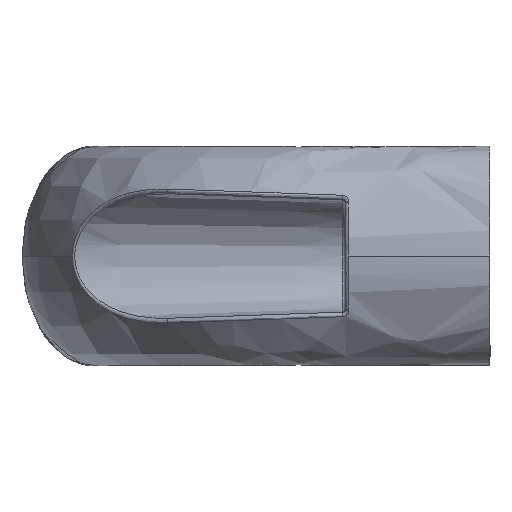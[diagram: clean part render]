
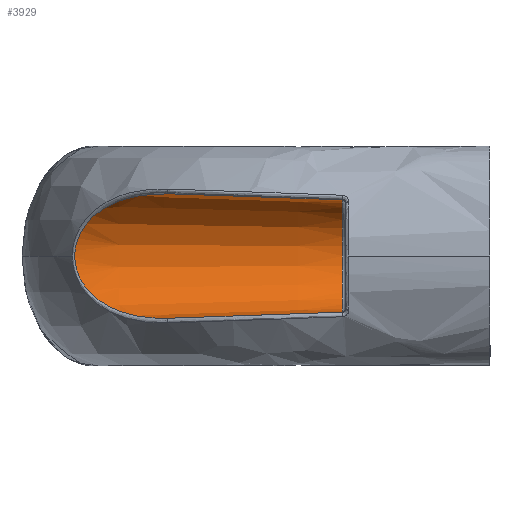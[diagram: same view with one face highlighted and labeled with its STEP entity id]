
A CAD part, left-side view. The second image highlights one B-rep face of the part: STEP entity #3929.
In plain terms, the highlighted conical face has half-angle 2 degrees and reference radius 6.604 mm.
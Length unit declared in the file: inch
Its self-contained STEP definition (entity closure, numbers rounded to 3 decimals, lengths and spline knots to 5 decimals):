
#242 = CARTESIAN_POINT ( 'NONE',  ( -1.98307, 0.83786, 0.03393 ) ) ;
#267 = CARTESIAN_POINT ( 'NONE',  ( -2.25622, 0.45164, -0.29026 ) ) ;
#294 = B_SPLINE_CURVE_WITH_KNOTS ( 'NONE', 3,
 ( #3911, #3589, #2987, #832, #1139, #1150, #1465, #3624, #1769, #3934, #478, #2961, #3385, #2137, #3353, #3976, #2428, #869, #3076, #3036, #1505, #2404, #1793, #242, #564, #3664, #3952, #3650, #3635, #1214, #1175, #2416, #1783, #2092, #3328, #2732, #553, #577, #2125, #2718, #1806, #3341, #1491, #1833, #267, #3964 ),
 .UNSPECIFIED., .F., .F.,
 ( 4, 2, 2, 2, 2, 2, 2, 2, 2, 2, 2, 2, 2, 2, 2, 2, 2, 2, 2, 2, 2, 2, 4 ),
 ( 0., 0.0042, 0.0063, 0.00734, 0.00839, 0.01049, 0.01154, 0.01259, 0.01364, 0.01469, 0.01521, 0.01574, 0.01626, 0.01679, 0.01784, 0.01889, 0.01993, 0.02098, 0.02308, 0.02518, 0.02728, 0.02938, 0.03357 ),
 .UNSPECIFIED. ) ;
#298 = CARTESIAN_POINT ( 'NONE',  ( -2.285, -0.40052, -0.26051 ) ) ;
#416 = VECTOR ( 'NONE', #2709, 39.37008 ) ;
#448 = EDGE_CURVE ( 'NONE', #1778, #2119, #294, .T. ) ;
#478 = CARTESIAN_POINT ( 'NONE',  ( -2.07524, 0.71621, 0.21476 ) ) ;
#490 = CARTESIAN_POINT ( 'NONE',  ( -2.285, -0.415, 0. ) ) ;
#553 = CARTESIAN_POINT ( 'NONE',  ( -2.04741, 0.75374, -0.18562 ) ) ;
#564 = CARTESIAN_POINT ( 'NONE',  ( -1.98235, 0.8388, 0.02708 ) ) ;
#577 = CARTESIAN_POINT ( 'NONE',  ( -2.07567, 0.71563, -0.21514 ) ) ;
#721 = DIRECTION ( 'NONE',  ( 0., 0., 1. ) ) ;
#832 = CARTESIAN_POINT ( 'NONE',  ( -2.18103, 0.56619, 0.27573 ) ) ;
#849 = FACE_OUTER_BOUND ( 'NONE', #1570, .T. ) ;
#869 = CARTESIAN_POINT ( 'NONE',  ( -2.0005, 0.81536, 0.10488 ) ) ;
#999 = EDGE_CURVE ( 'NONE', #3268, #1355, #1599, .T. ) ;
#1002 = CARTESIAN_POINT ( 'NONE',  ( -2.285, 0.40416, -0.28861 ) ) ;
#1139 = CARTESIAN_POINT ( 'NONE',  ( -2.16577, 0.58862, 0.27041 ) ) ;
#1150 = CARTESIAN_POINT ( 'NONE',  ( -2.14274, 0.62184, 0.25995 ) ) ;
#1175 = CARTESIAN_POINT ( 'NONE',  ( -1.98917, 0.83001, -0.06893 ) ) ;
#1214 = CARTESIAN_POINT ( 'NONE',  ( -1.98621, 0.83382, -0.05556 ) ) ;
#1355 = VERTEX_POINT ( 'NONE', #2982 ) ;
#1405 = DIRECTION ( 'NONE',  ( 0., 1., 0. ) ) ;
#1465 = CARTESIAN_POINT ( 'NONE',  ( -2.13505, 0.63284, 0.25604 ) ) ;
#1491 = CARTESIAN_POINT ( 'NONE',  ( -2.18146, 0.56556, -0.27586 ) ) ;
#1505 = CARTESIAN_POINT ( 'NONE',  ( -1.98901, 0.83021, 0.06736 ) ) ;
#1570 = EDGE_LOOP ( 'NONE', ( #1875, #3183, #3619, #3696 ) ) ;
#1599 = CIRCLE ( 'NONE', #2135, 0.26051 ) ;
#1769 = CARTESIAN_POINT ( 'NONE',  ( -2.11228, 0.66499, 0.24266 ) ) ;
#1778 = VERTEX_POINT ( 'NONE', #3851 ) ;
#1783 = CARTESIAN_POINT ( 'NONE',  ( -2.00092, 0.81482, -0.10595 ) ) ;
#1793 = CARTESIAN_POINT ( 'NONE',  ( -1.98499, 0.83539, 0.04747 ) ) ;
#1806 = CARTESIAN_POINT ( 'NONE',  ( -2.13586, 0.63179, -0.25686 ) ) ;
#1833 = CARTESIAN_POINT ( 'NONE',  ( -2.22658, 0.49788, -0.28765 ) ) ;
#1875 = ORIENTED_EDGE ( 'NONE', *, *, #2887, .F. ) ;
#1941 = CARTESIAN_POINT ( 'NONE',  ( -2.285, -0.415, -0.26 ) ) ;
#2092 = CARTESIAN_POINT ( 'NONE',  ( -2.01091, 0.80181, -0.12857 ) ) ;
#2119 = VERTEX_POINT ( 'NONE', #1002 ) ;
#2125 = CARTESIAN_POINT ( 'NONE',  ( -2.0904, 0.69547, -0.22745 ) ) ;
#2135 = AXIS2_PLACEMENT_3D ( 'NONE', #3488, #2569, #721 ) ;
#2137 = CARTESIAN_POINT ( 'NONE',  ( -2.03407, 0.7714, 0.16736 ) ) ;
#2404 = CARTESIAN_POINT ( 'NONE',  ( -1.98618, 0.83385, 0.05416 ) ) ;
#2416 = CARTESIAN_POINT ( 'NONE',  ( -1.99652, 0.82051, -0.09406 ) ) ;
#2428 = CARTESIAN_POINT ( 'NONE',  ( -2.01044, 0.80243, 0.12762 ) ) ;
#2549 = CONICAL_SURFACE ( 'NONE', #3244, 0.26, 0.035 ) ;
#2569 = DIRECTION ( 'NONE',  ( 0., -1., 0. ) ) ;
#2709 = DIRECTION ( 'NONE',  ( 0., -0.999, -0.035 ) ) ;
#2718 = CARTESIAN_POINT ( 'NONE',  ( -2.12046, 0.65361, -0.24831 ) ) ;
#2732 = CARTESIAN_POINT ( 'NONE',  ( -2.03421, 0.77125, -0.16878 ) ) ;
#2887 = EDGE_CURVE ( 'NONE', #1778, #1355, #4000, .T. ) ;
#2961 = CARTESIAN_POINT ( 'NONE',  ( -2.05407, 0.74475, 0.19255 ) ) ;
#2982 = CARTESIAN_POINT ( 'NONE',  ( -2.285, -0.40052, 0.26051 ) ) ;
#2987 = CARTESIAN_POINT ( 'NONE',  ( -2.22642, 0.49813, 0.28765 ) ) ;
#3036 = CARTESIAN_POINT ( 'NONE',  ( -1.99066, 0.82808, 0.07391 ) ) ;
#3076 = CARTESIAN_POINT ( 'NONE',  ( -1.99613, 0.82102, 0.09292 ) ) ;
#3098 = EDGE_CURVE ( 'NONE', #2119, #3268, #3514, .T. ) ;
#3183 = ORIENTED_EDGE ( 'NONE', *, *, #448, .T. ) ;
#3232 = VECTOR ( 'NONE', #3266, 39.37008 ) ;
#3244 = AXIS2_PLACEMENT_3D ( 'NONE', #490, #1405, #3293 ) ;
#3266 = DIRECTION ( 'NONE',  ( 0., -0.999, 0.035 ) ) ;
#3268 = VERTEX_POINT ( 'NONE', #298 ) ;
#3293 = DIRECTION ( 'NONE',  ( 0., 0., -1. ) ) ;
#3328 = CARTESIAN_POINT ( 'NONE',  ( -2.01651, 0.79451, -0.13925 ) ) ;
#3341 = CARTESIAN_POINT ( 'NONE',  ( -2.16631, 0.58784, -0.2706 ) ) ;
#3353 = CARTESIAN_POINT ( 'NONE',  ( -2.0278, 0.77967, 0.15817 ) ) ;
#3385 = CARTESIAN_POINT ( 'NONE',  ( -2.04718, 0.75397, 0.18453 ) ) ;
#3488 = CARTESIAN_POINT ( 'NONE',  ( -2.285, -0.40052, 0. ) ) ;
#3514 = LINE ( 'NONE', #1941, #3232 ) ;
#3589 = CARTESIAN_POINT ( 'NONE',  ( -2.25617, 0.45173, 0.29027 ) ) ;
#3619 = ORIENTED_EDGE ( 'NONE', *, *, #3098, .T. ) ;
#3624 = CARTESIAN_POINT ( 'NONE',  ( -2.11983, 0.65439, 0.24741 ) ) ;
#3635 = CARTESIAN_POINT ( 'NONE',  ( -1.98225, 0.83892, -0.02859 ) ) ;
#3650 = CARTESIAN_POINT ( 'NONE',  ( -1.98121, 0.84026, -0.01486 ) ) ;
#3664 = CARTESIAN_POINT ( 'NONE',  ( -1.98138, 0.84004, 0.01319 ) ) ;
#3696 = ORIENTED_EDGE ( 'NONE', *, *, #999, .T. ) ;
#3851 = CARTESIAN_POINT ( 'NONE',  ( -2.285, 0.40416, 0.28861 ) ) ;
#3862 = CARTESIAN_POINT ( 'NONE',  ( -2.285, -0.415, 0.26 ) ) ;
#3911 = CARTESIAN_POINT ( 'NONE',  ( -2.285, 0.40416, 0.28861 ) ) ;
#3929 = ADVANCED_FACE ( 'NONE', ( #849 ), #2549, .F. ) ;
#3934 = CARTESIAN_POINT ( 'NONE',  ( -2.08988, 0.69619, 0.22703 ) ) ;
#3952 = CARTESIAN_POINT ( 'NONE',  ( -1.98114, 0.84035, 0.00611 ) ) ;
#3964 = CARTESIAN_POINT ( 'NONE',  ( -2.285, 0.40416, -0.28861 ) ) ;
#3976 = CARTESIAN_POINT ( 'NONE',  ( -2.01601, 0.79516, 0.13834 ) ) ;
#4000 = LINE ( 'NONE', #3862, #416 ) ;
